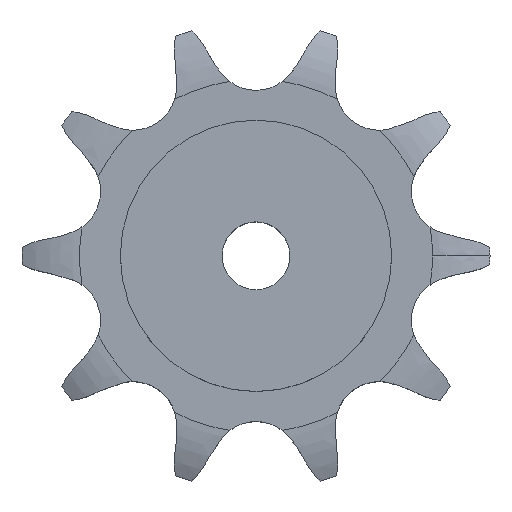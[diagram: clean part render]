
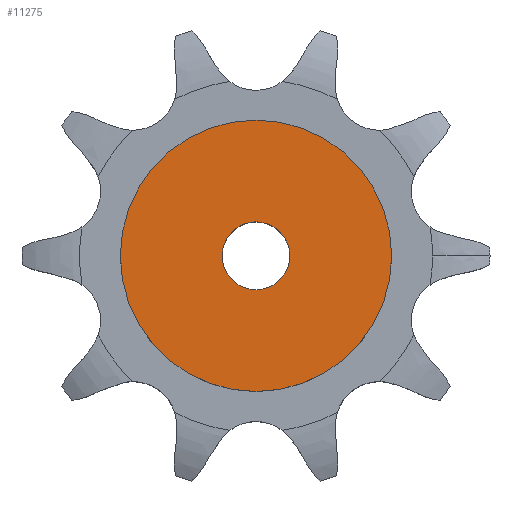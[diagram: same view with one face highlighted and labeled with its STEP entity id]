
A CAD part, top view. The second image highlights one B-rep face of the part: STEP entity #11275.
In plain terms, the highlighted planar face has unit normal (0, 0, 1).
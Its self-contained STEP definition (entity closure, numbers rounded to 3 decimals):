
#1944 = CYLINDRICAL_SURFACE('',#1945,40.);
#1945 = AXIS2_PLACEMENT_3D('',#1946,#1947,#1948);
#1946 = CARTESIAN_POINT('',(0.,0.,0.));
#1947 = DIRECTION('',(-0.,-0.,-1.));
#1948 = DIRECTION('',(1.,0.,0.));
#7366 = VERTEX_POINT('',#7367);
#7367 = CARTESIAN_POINT('',(40.,0.,45.));
#7388 = EDGE_CURVE('',#7366,#7366,#7389,.T.);
#7389 = SURFACE_CURVE('',#7390,(#7395,#7402),.PCURVE_S1.);
#7390 = CIRCLE('',#7391,40.);
#7391 = AXIS2_PLACEMENT_3D('',#7392,#7393,#7394);
#7392 = CARTESIAN_POINT('',(0.,0.,45.));
#7393 = DIRECTION('',(0.,0.,1.));
#7394 = DIRECTION('',(1.,0.,0.));
#7395 = PCURVE('',#1944,#7396);
#7396 = DEFINITIONAL_REPRESENTATION('',(#7397),#7401);
#7397 = LINE('',#7398,#7399);
#7398 = CARTESIAN_POINT('',(-0.,-45.));
#7399 = VECTOR('',#7400,1.);
#7400 = DIRECTION('',(-1.,0.));
#7401 = ( GEOMETRIC_REPRESENTATION_CONTEXT(2) 
PARAMETRIC_REPRESENTATION_CONTEXT() REPRESENTATION_CONTEXT('2D SPACE',''
  ) );
#7402 = PCURVE('',#7403,#7408);
#7403 = PLANE('',#7404);
#7404 = AXIS2_PLACEMENT_3D('',#7405,#7406,#7407);
#7405 = CARTESIAN_POINT('',(0.,0.,45.)
  );
#7406 = DIRECTION('',(0.,0.,1.));
#7407 = DIRECTION('',(1.,0.,0.));
#7408 = DEFINITIONAL_REPRESENTATION('',(#7409),#7413);
#7409 = CIRCLE('',#7410,40.);
#7410 = AXIS2_PLACEMENT_2D('',#7411,#7412);
#7411 = CARTESIAN_POINT('',(0.,0.));
#7412 = DIRECTION('',(1.,0.));
#7413 = ( GEOMETRIC_REPRESENTATION_CONTEXT(2) 
PARAMETRIC_REPRESENTATION_CONTEXT() REPRESENTATION_CONTEXT('2D SPACE',''
  ) );
#9716 = CYLINDRICAL_SURFACE('',#9717,10.);
#9717 = AXIS2_PLACEMENT_3D('',#9718,#9719,#9720);
#9718 = CARTESIAN_POINT('',(0.,0.,231.46));
#9719 = DIRECTION('',(0.,0.,1.));
#9720 = DIRECTION('',(1.,0.,0.));
#11275 = ADVANCED_FACE('',(#11276,#11279),#7403,.T.);
#11276 = FACE_BOUND('',#11277,.T.);
#11277 = EDGE_LOOP('',(#11278));
#11278 = ORIENTED_EDGE('',*,*,#7388,.T.);
#11279 = FACE_BOUND('',#11280,.T.);
#11280 = EDGE_LOOP('',(#11281));
#11281 = ORIENTED_EDGE('',*,*,#11282,.F.);
#11282 = EDGE_CURVE('',#11283,#11283,#11285,.T.);
#11283 = VERTEX_POINT('',#11284);
#11284 = CARTESIAN_POINT('',(10.,0.,45.));
#11285 = SURFACE_CURVE('',#11286,(#11291,#11298),.PCURVE_S1.);
#11286 = CIRCLE('',#11287,10.);
#11287 = AXIS2_PLACEMENT_3D('',#11288,#11289,#11290);
#11288 = CARTESIAN_POINT('',(0.,0.,45.));
#11289 = DIRECTION('',(0.,0.,1.));
#11290 = DIRECTION('',(1.,0.,0.));
#11291 = PCURVE('',#7403,#11292);
#11292 = DEFINITIONAL_REPRESENTATION('',(#11293),#11297);
#11293 = CIRCLE('',#11294,10.);
#11294 = AXIS2_PLACEMENT_2D('',#11295,#11296);
#11295 = CARTESIAN_POINT('',(0.,0.));
#11296 = DIRECTION('',(1.,0.));
#11297 = ( GEOMETRIC_REPRESENTATION_CONTEXT(2) 
PARAMETRIC_REPRESENTATION_CONTEXT() REPRESENTATION_CONTEXT('2D SPACE',''
  ) );
#11298 = PCURVE('',#9716,#11299);
#11299 = DEFINITIONAL_REPRESENTATION('',(#11300),#11304);
#11300 = LINE('',#11301,#11302);
#11301 = CARTESIAN_POINT('',(0.,-186.46));
#11302 = VECTOR('',#11303,1.);
#11303 = DIRECTION('',(1.,0.));
#11304 = ( GEOMETRIC_REPRESENTATION_CONTEXT(2) 
PARAMETRIC_REPRESENTATION_CONTEXT() REPRESENTATION_CONTEXT('2D SPACE',''
  ) );
